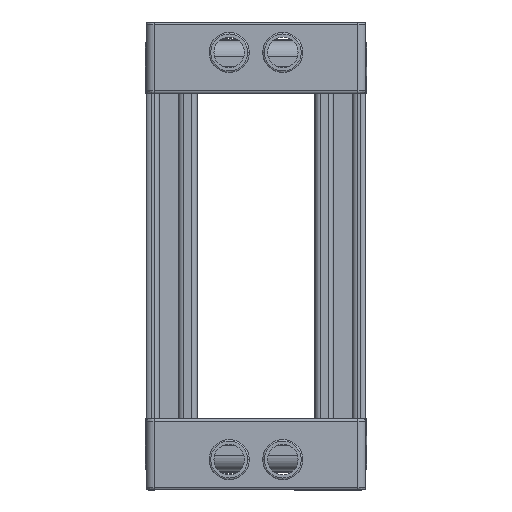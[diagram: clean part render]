
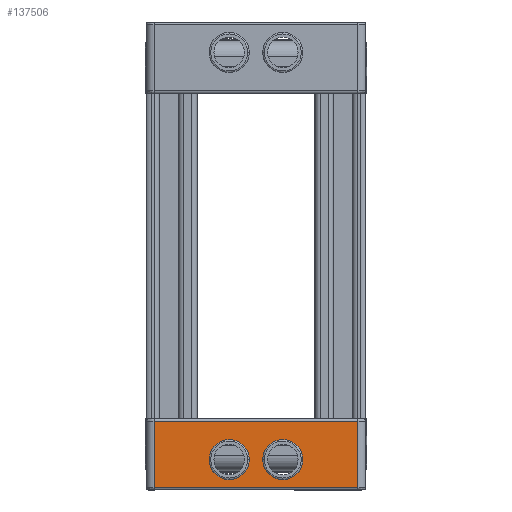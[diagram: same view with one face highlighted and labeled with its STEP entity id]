
A CAD part, left-side view. The second image highlights one B-rep face of the part: STEP entity #137506.
In plain terms, the highlighted planar face has unit normal (-1, 0, 0).
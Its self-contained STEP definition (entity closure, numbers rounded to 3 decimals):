
#1810 = CARTESIAN_POINT ( 'NONE',  ( -164.156, 19., 90.634 ) ) ;
#3103 = AXIS2_PLACEMENT_3D ( 'NONE', #77301, #33448, #44759 ) ;
#8788 = FACE_BOUND ( 'NONE', #63891, .T. ) ;
#9772 = CARTESIAN_POINT ( 'NONE',  ( -164.156, -19., 90.634 ) ) ;
#13736 = VERTEX_POINT ( 'NONE', #26961 ) ;
#18595 = LINE ( 'NONE', #1810, #20232 ) ;
#19349 = VERTEX_POINT ( 'NONE', #121835 ) ;
#20232 = VECTOR ( 'NONE', #121129, 1000. ) ;
#20623 = PLANE ( 'NONE',  #52933 ) ;
#23988 = ORIENTED_EDGE ( 'NONE', *, *, #107445, .F. ) ;
#24136 = VERTEX_POINT ( 'NONE', #40888 ) ;
#26961 = CARTESIAN_POINT ( 'NONE',  ( -164.156, 19., 1.5 ) ) ;
#28819 = CARTESIAN_POINT ( 'NONE',  ( -164.156, -20.5, 13.85 ) ) ;
#30758 = FACE_OUTER_BOUND ( 'NONE', #46144, .T. ) ;
#33448 = DIRECTION ( 'NONE',  ( -1., 0., 0. ) ) ;
#33939 = ORIENTED_EDGE ( 'NONE', *, *, #66430, .F. ) ;
#33948 = DIRECTION ( 'NONE',  ( 0., 0., -1. ) ) ;
#35977 = CARTESIAN_POINT ( 'NONE',  ( -164.156, -5., 10.425 ) ) ;
#40886 = CARTESIAN_POINT ( 'NONE',  ( -164.156, -20.5, 90.634 ) ) ;
#40888 = CARTESIAN_POINT ( 'NONE',  ( -164.156, 5., 10.425 ) ) ;
#43419 = CIRCLE ( 'NONE', #52785, 3.75 ) ;
#44759 = DIRECTION ( 'NONE',  ( 0., 0., -1. ) ) ;
#46144 = EDGE_LOOP ( 'NONE', ( #135124, #132682, #129309, #55384 ) ) ;
#46442 = CIRCLE ( 'NONE', #82711, 3.75 ) ;
#46575 = CIRCLE ( 'NONE', #3103, 3.75 ) ;
#47883 = VECTOR ( 'NONE', #85402, 1000. ) ;
#52785 = AXIS2_PLACEMENT_3D ( 'NONE', #73730, #63823, #85086 ) ;
#52933 = AXIS2_PLACEMENT_3D ( 'NONE', #40886, #139018, #127200 ) ;
#53718 = ORIENTED_EDGE ( 'NONE', *, *, #125265, .F. ) ;
#55384 = ORIENTED_EDGE ( 'NONE', *, *, #91382, .F. ) ;
#59799 = LINE ( 'NONE', #28819, #47883 ) ;
#61202 = DIRECTION ( 'NONE',  ( -1., 0., 0. ) ) ;
#61454 = VECTOR ( 'NONE', #64010, 1000. ) ;
#63823 = DIRECTION ( 'NONE',  ( -1., 0., 0. ) ) ;
#63891 = EDGE_LOOP ( 'NONE', ( #33939, #137041 ) ) ;
#64010 = DIRECTION ( 'NONE',  ( 0., 0., -1. ) ) ;
#66430 = EDGE_CURVE ( 'NONE', #96142, #24136, #75169, .T. ) ;
#71187 = FACE_BOUND ( 'NONE', #110841, .T. ) ;
#71742 = VERTEX_POINT ( 'NONE', #72295 ) ;
#71809 = VERTEX_POINT ( 'NONE', #84538 ) ;
#72295 = CARTESIAN_POINT ( 'NONE',  ( -164.156, 19., 13.85 ) ) ;
#73730 = CARTESIAN_POINT ( 'NONE',  ( -164.156, -5., 6.675 ) ) ;
#75169 = CIRCLE ( 'NONE', #84386, 3.75 ) ;
#75941 = DIRECTION ( 'NONE',  ( -1., 0., 0. ) ) ;
#77301 = CARTESIAN_POINT ( 'NONE',  ( -164.156, 5., 6.675 ) ) ;
#82711 = AXIS2_PLACEMENT_3D ( 'NONE', #104954, #61202, #115852 ) ;
#84386 = AXIS2_PLACEMENT_3D ( 'NONE', #108896, #75941, #33948 ) ;
#84538 = CARTESIAN_POINT ( 'NONE',  ( -164.156, -19., 1.5 ) ) ;
#85086 = DIRECTION ( 'NONE',  ( 0., 0., -1. ) ) ;
#85402 = DIRECTION ( 'NONE',  ( 0., 1., 0. ) ) ;
#85636 = LINE ( 'NONE', #130732, #131210 ) ;
#87352 = DIRECTION ( 'NONE',  ( 0., 1., 0. ) ) ;
#90316 = VERTEX_POINT ( 'NONE', #91054 ) ;
#91054 = CARTESIAN_POINT ( 'NONE',  ( -164.156, -19., 13.85 ) ) ;
#91382 = EDGE_CURVE ( 'NONE', #90316, #71809, #135709, .T. ) ;
#94905 = EDGE_CURVE ( 'NONE', #90316, #71742, #59799, .T. ) ;
#96142 = VERTEX_POINT ( 'NONE', #125088 ) ;
#104954 = CARTESIAN_POINT ( 'NONE',  ( -164.156, -5., 6.675 ) ) ;
#107044 = EDGE_CURVE ( 'NONE', #24136, #96142, #46575, .T. ) ;
#107445 = EDGE_CURVE ( 'NONE', #19349, #118058, #46442, .T. ) ;
#108896 = CARTESIAN_POINT ( 'NONE',  ( -164.156, 5., 6.675 ) ) ;
#110841 = EDGE_LOOP ( 'NONE', ( #23988, #53718 ) ) ;
#111388 = EDGE_CURVE ( 'NONE', #13736, #71742, #18595, .T. ) ;
#115852 = DIRECTION ( 'NONE',  ( 0., 0., -1. ) ) ;
#118058 = VERTEX_POINT ( 'NONE', #35977 ) ;
#121129 = DIRECTION ( 'NONE',  ( 0., 0., 1. ) ) ;
#121835 = CARTESIAN_POINT ( 'NONE',  ( -164.156, -5., 2.925 ) ) ;
#125088 = CARTESIAN_POINT ( 'NONE',  ( -164.156, 5., 2.925 ) ) ;
#125265 = EDGE_CURVE ( 'NONE', #118058, #19349, #43419, .T. ) ;
#127200 = DIRECTION ( 'NONE',  ( 0., 0., -1. ) ) ;
#129309 = ORIENTED_EDGE ( 'NONE', *, *, #133705, .F. ) ;
#130732 = CARTESIAN_POINT ( 'NONE',  ( -164.156, -20.5, 1.5 ) ) ;
#131210 = VECTOR ( 'NONE', #87352, 1000. ) ;
#132682 = ORIENTED_EDGE ( 'NONE', *, *, #111388, .F. ) ;
#133705 = EDGE_CURVE ( 'NONE', #71809, #13736, #85636, .T. ) ;
#135124 = ORIENTED_EDGE ( 'NONE', *, *, #94905, .T. ) ;
#135709 = LINE ( 'NONE', #9772, #61454 ) ;
#137041 = ORIENTED_EDGE ( 'NONE', *, *, #107044, .F. ) ;
#137506 = ADVANCED_FACE ( 'NONE', ( #30758, #71187, #8788 ), #20623, .T. ) ;
#139018 = DIRECTION ( 'NONE',  ( -1., 0., 0. ) ) ;
